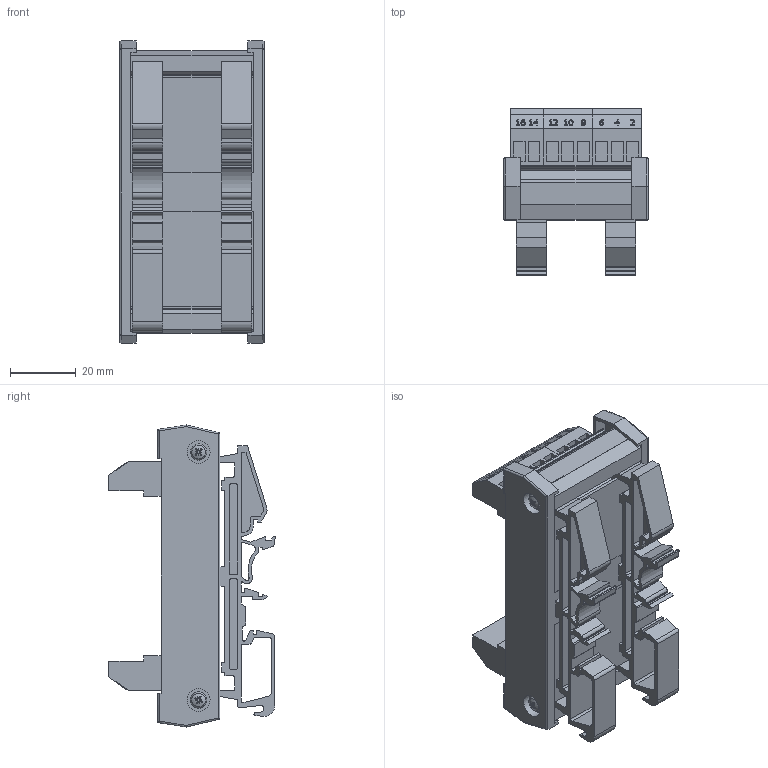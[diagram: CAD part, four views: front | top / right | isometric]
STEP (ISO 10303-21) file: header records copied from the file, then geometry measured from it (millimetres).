
FILE_DESCRIPTION((''),'2;1');
FILE_NAME('8836.2.stp','2014-01-13T10:03:18',('roland'),(''),'Autodesk Inventor 2013','Autodesk Inventor 2013','');
FILE_SCHEMA(('CONFIG_CONTROL_DESIGN'));
Length unit declared in the file: millimetre
Products named in the file (10): 8836; 8 plate; 3 hole green; 2 hole green; 8diodes; BASE SIDE; BASE LEGS; BS EN ISO 7045 Z - Metric M2.5 x 10 - 4.8 - Z; 8 lable1; 8 lable2
Assembly tree (18 placements, depth 2):
  8836
    8 plate
    3 hole green  x4
    2 hole green  x2
    8diodes
    BASE SIDE  x2
    BASE LEGS  x2
    BS EN ISO 7045 Z - Metric M2.5 x 10 - 4.8 - Z  x4
    8 lable1
    8 lable2
Bounding box: 44 x 50.69 x 91.98 mm (x, y, z)
Volume: 37959.5 mm3; surface area: 52325 mm2
Topology: 18 solids, 18 shells, 1490 faces, 4037 edges, 2674 vertices
Faces by surface type: plane 914, cylinder 305, bspline 183, cone 64, torus 20, sphere 4
Full cylindrical faces by diameter (mm): 1 x48, 1.3 x16, 2.256 x4, 2.5 x4, 3.2 x4, 3.75 x16, 7 x4, 9 x4
Entity records: 32913 total; most frequent: CARTESIAN_POINT 8201, ORIENTED_EDGE 5298, DIRECTION 4343, EDGE_CURVE 2649, VERTEX_POINT 1814, VECTOR 1799, LINE 1799, AXIS2_PLACEMENT_3D 1272
